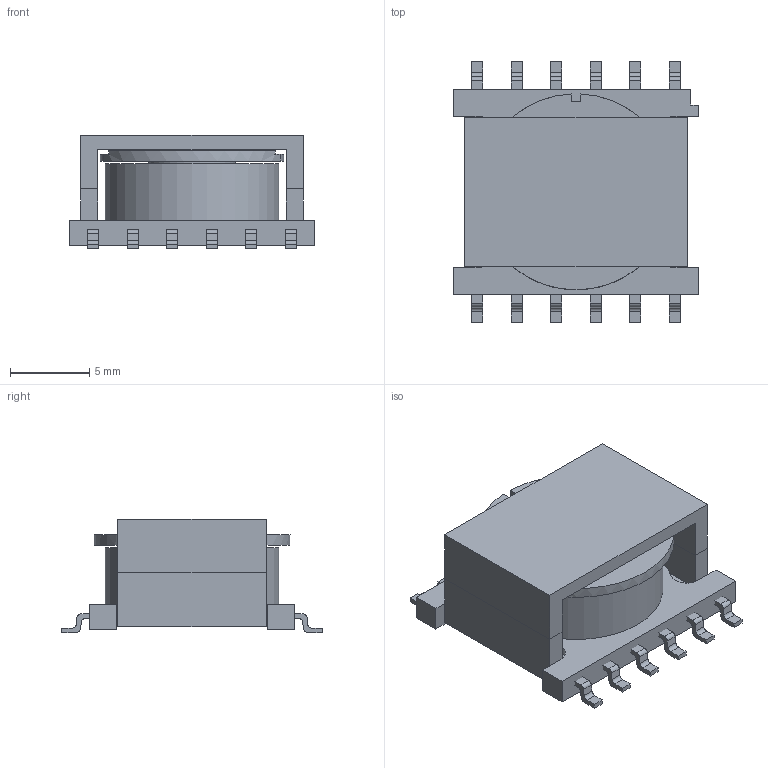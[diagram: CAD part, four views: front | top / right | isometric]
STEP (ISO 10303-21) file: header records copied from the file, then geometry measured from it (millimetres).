
FILE_DESCRIPTION (( 'STEP AP214' ), '1' );
FILE_NAME ('RBE-025.STEP', '2026-02-04T03:58:50', ( '' ), ( '' ), 'SwSTEP 2.0', 'SolidWorks 2024', '' );
FILE_SCHEMA (( 'AUTOMOTIVE_DESIGN' ));
Length unit declared in the file: millimetre
Products named in the file (5): Bobbin_默认; CORE_默认; wire_默认; RBE-017 PIN_默认; RBE-025
Assembly tree (16 placements, depth 2):
  RBE-025
    Bobbin_默认
    CORE_默认  x2
    RBE-017 PIN_默认  x12
    wire_默认
Bounding box: 15.5 x 16.5 x 7.2 mm (x, y, z)
Volume: 873.2 mm3; surface area: 1999 mm2
Topology: 16 solids, 16 shells, 260 faces, 672 edges, 448 vertices
Faces by surface type: plane 175, cylinder 85
Entity records: 3783 total; most frequent: DIRECTION 528, CARTESIAN_POINT 498, ORIENTED_EDGE 468, EDGE_CURVE 234, AXIS2_PLACEMENT_3D 186, LINE 156, VECTOR 156, VERTEX_POINT 156
